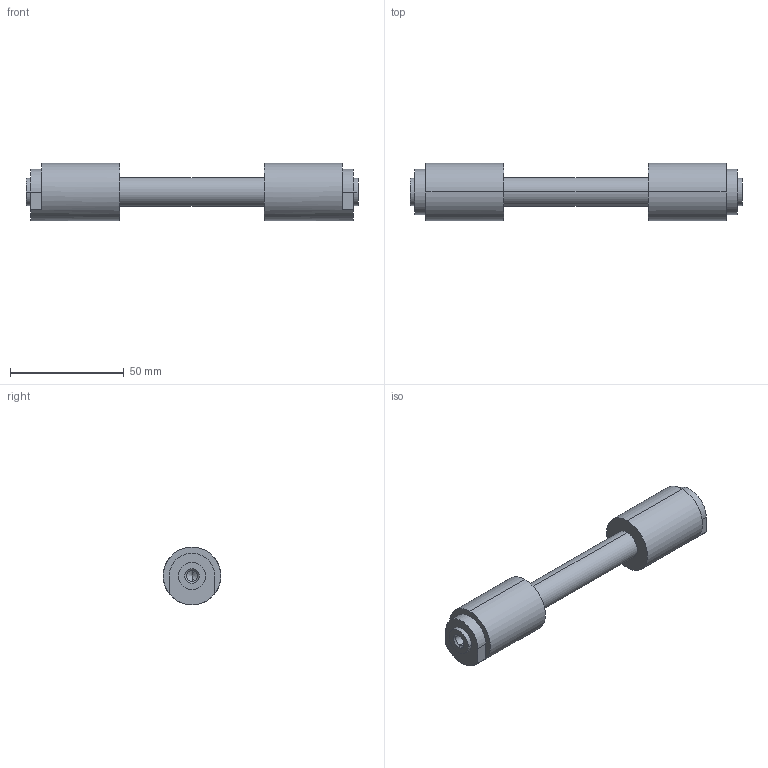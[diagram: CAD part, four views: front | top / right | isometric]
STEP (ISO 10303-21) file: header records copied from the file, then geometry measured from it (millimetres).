
FILE_DESCRIPTION (( 'STEP AP214' ), '1' );
FILE_NAME ('FT1142.STEP', '2025-05-28T18:15:52', ( '' ), ( '' ), 'SwSTEP 2.0', 'SolidWorks 2023', '' );
FILE_SCHEMA (( 'AUTOMOTIVE_DESIGN' ));
Length unit declared in the file: inch
Products named in the file (1): FT1142
Bounding box: 146.02 x 25.4 x 25.4 mm (x, y, z)
Volume: 46151 mm3; surface area: 11290.1 mm2
Topology: 1 solids, 1 shells, 36 faces, 82 edges, 50 vertices
Faces by surface type: cylinder 16, plane 12, cone 8
Entity records: 1021 total; most frequent: DIRECTION 192, CARTESIAN_POINT 165, ORIENTED_EDGE 156, EDGE_CURVE 78, AXIS2_PLACEMENT_3D 77, VERTEX_POINT 50, EDGE_LOOP 42, CIRCLE 40
